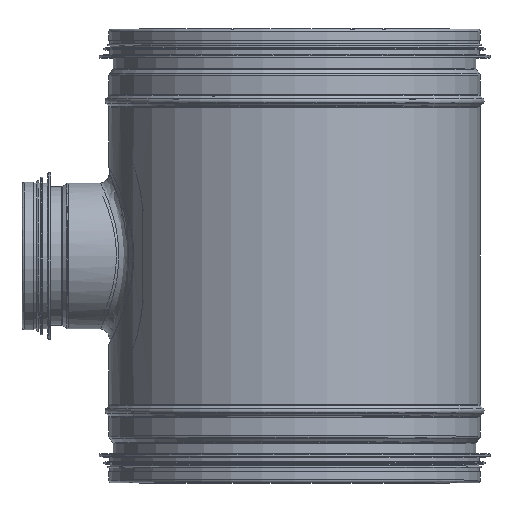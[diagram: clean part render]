
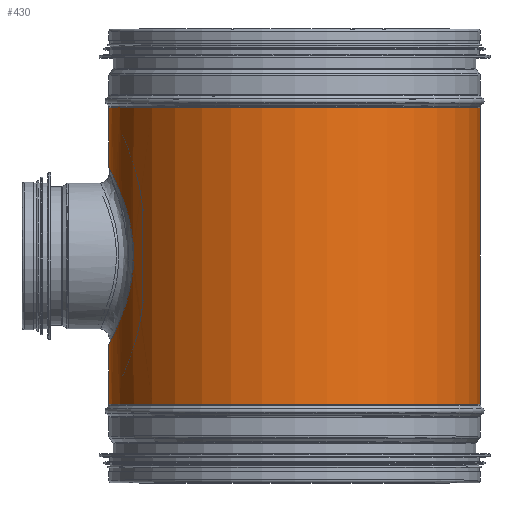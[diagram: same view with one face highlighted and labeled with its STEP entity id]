
A CAD part, top view. The second image highlights one B-rep face of the part: STEP entity #430.
In plain terms, the highlighted cylindrical face has radius 99.475 mm (diameter 198.95 mm), a full revolution.
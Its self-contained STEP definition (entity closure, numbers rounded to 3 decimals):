
#129=CARTESIAN_POINT('',(-86.475,121.,49.167));
#130=VERTEX_POINT('',#129);
#170=CARTESIAN_POINT('',(-86.475,121.,-49.167));
#171=VERTEX_POINT('',#170);
#292=CARTESIAN_POINT('',(-99.475,73.5,0.));
#293=VERTEX_POINT('',#292);
#294=CARTESIAN_POINT('',(-86.475,121.,49.167));
#295=CARTESIAN_POINT('',(-86.475,117.884,49.167));
#296=CARTESIAN_POINT('',(-86.662,114.696,48.842));
#297=CARTESIAN_POINT('',(-87.397,108.414,47.515));
#298=CARTESIAN_POINT('',(-87.943,105.321,46.512));
#299=CARTESIAN_POINT('',(-89.274,99.438,43.905));
#300=CARTESIAN_POINT('',(-90.057,96.642,42.297));
#301=CARTESIAN_POINT('',(-91.693,91.5,38.623));
#302=CARTESIAN_POINT('',(-92.544,89.154,36.555));
#303=CARTESIAN_POINT('',(-94.144,85.042,32.21));
#304=CARTESIAN_POINT('',(-94.953,83.122,29.779));
#305=CARTESIAN_POINT('',(-96.452,79.729,24.49));
#306=CARTESIAN_POINT('',(-97.142,78.255,21.632));
#307=CARTESIAN_POINT('',(-98.282,75.879,15.66));
#308=CARTESIAN_POINT('',(-98.732,74.975,12.54));
#309=CARTESIAN_POINT('',(-99.329,73.785,6.249));
#310=CARTESIAN_POINT('',(-99.475,73.5,3.077));
#311=CARTESIAN_POINT('',(-99.475,73.5,0.));
#312=B_SPLINE_CURVE_WITH_KNOTS('',3,(#294,#295,#296,#297,#298,#299,#300,#301,#302,#303,#304,#305,#306,#307,#308,#309,#310,#311),.UNSPECIFIED.,.F.,.U.,(4,2,2,2,2,2,2,2,4),(14.863,15.797,16.732,17.667,18.601,19.524,20.448,21.371,22.294),.UNSPECIFIED.);
#313=EDGE_CURVE('',#130,#293,#312,.T.);
#318=CARTESIAN_POINT('',(-99.475,73.5,0.));
#319=CARTESIAN_POINT('',(-99.475,73.5,-3.077));
#320=CARTESIAN_POINT('',(-99.329,73.785,-6.249));
#321=CARTESIAN_POINT('',(-98.732,74.975,-12.54));
#322=CARTESIAN_POINT('',(-98.282,75.879,-15.66));
#323=CARTESIAN_POINT('',(-97.142,78.255,-21.632));
#324=CARTESIAN_POINT('',(-96.452,79.729,-24.49));
#325=CARTESIAN_POINT('',(-94.953,83.122,-29.779));
#326=CARTESIAN_POINT('',(-94.144,85.042,-32.21));
#327=CARTESIAN_POINT('',(-92.544,89.154,-36.555));
#328=CARTESIAN_POINT('',(-91.693,91.5,-38.623));
#329=CARTESIAN_POINT('',(-90.057,96.642,-42.297));
#330=CARTESIAN_POINT('',(-89.274,99.438,-43.905));
#331=CARTESIAN_POINT('',(-87.943,105.321,-46.512));
#332=CARTESIAN_POINT('',(-87.397,108.414,-47.515));
#333=CARTESIAN_POINT('',(-86.662,114.696,-48.842));
#334=CARTESIAN_POINT('',(-86.475,117.884,-49.167));
#335=CARTESIAN_POINT('',(-86.475,121.0,-49.167));
#336=B_SPLINE_CURVE_WITH_KNOTS('',3,(#318,#319,#320,#321,#322,#323,#324,#325,#326,#327,#328,#329,#330,#331,#332,#333,#334,#335),.UNSPECIFIED.,.F.,.U.,(4,2,2,2,2,2,2,2,4),(22.294,23.217,24.14,25.063,25.986,26.921,27.856,28.79,29.725),.UNSPECIFIED.);
#337=EDGE_CURVE('',#293,#171,#336,.T.);
#347=CARTESIAN_POINT('',(-99.475,168.5,0.));
#348=VERTEX_POINT('',#347);
#349=CARTESIAN_POINT('',(-99.475,168.5,0.));
#350=CARTESIAN_POINT('',(-99.475,168.5,3.077));
#351=CARTESIAN_POINT('',(-99.329,168.215,6.249));
#352=CARTESIAN_POINT('',(-98.732,167.025,12.54));
#353=CARTESIAN_POINT('',(-98.282,166.121,15.66));
#354=CARTESIAN_POINT('',(-97.142,163.745,21.632));
#355=CARTESIAN_POINT('',(-96.452,162.271,24.49));
#356=CARTESIAN_POINT('',(-94.953,158.878,29.779));
#357=CARTESIAN_POINT('',(-94.144,156.958,32.21));
#358=CARTESIAN_POINT('',(-92.544,152.846,36.555));
#359=CARTESIAN_POINT('',(-91.693,150.5,38.623));
#360=CARTESIAN_POINT('',(-90.057,145.358,42.297));
#361=CARTESIAN_POINT('',(-89.274,142.562,43.905));
#362=CARTESIAN_POINT('',(-87.943,136.679,46.512));
#363=CARTESIAN_POINT('',(-87.397,133.586,47.515));
#364=CARTESIAN_POINT('',(-86.662,127.304,48.842));
#365=CARTESIAN_POINT('',(-86.475,124.116,49.167));
#366=CARTESIAN_POINT('',(-86.475,121.,49.167));
#367=B_SPLINE_CURVE_WITH_KNOTS('',3,(#349,#350,#351,#352,#353,#354,#355,#356,#357,#358,#359,#360,#361,#362,#363,#364,#365,#366),.UNSPECIFIED.,.F.,.U.,(4,2,2,2,2,2,2,2,4),(7.431,8.354,9.278,10.201,11.124,12.059,12.993,13.928,14.863),.UNSPECIFIED.);
#368=EDGE_CURVE('',#348,#130,#367,.T.);
#370=CARTESIAN_POINT('',(-86.475,121.,-49.167));
#371=CARTESIAN_POINT('',(-86.475,124.116,-49.167));
#372=CARTESIAN_POINT('',(-86.662,127.304,-48.842));
#373=CARTESIAN_POINT('',(-87.397,133.586,-47.515));
#374=CARTESIAN_POINT('',(-87.943,136.679,-46.512));
#375=CARTESIAN_POINT('',(-89.274,142.562,-43.905));
#376=CARTESIAN_POINT('',(-90.057,145.358,-42.297));
#377=CARTESIAN_POINT('',(-91.693,150.5,-38.623));
#378=CARTESIAN_POINT('',(-92.544,152.846,-36.555));
#379=CARTESIAN_POINT('',(-94.144,156.958,-32.21));
#380=CARTESIAN_POINT('',(-94.953,158.878,-29.779));
#381=CARTESIAN_POINT('',(-96.452,162.271,-24.49));
#382=CARTESIAN_POINT('',(-97.142,163.745,-21.632));
#383=CARTESIAN_POINT('',(-98.282,166.121,-15.66));
#384=CARTESIAN_POINT('',(-98.732,167.025,-12.54));
#385=CARTESIAN_POINT('',(-99.329,168.215,-6.249));
#386=CARTESIAN_POINT('',(-99.475,168.5,-3.077));
#387=CARTESIAN_POINT('',(-99.475,168.5,0.));
#388=B_SPLINE_CURVE_WITH_KNOTS('',3,(#370,#371,#372,#373,#374,#375,#376,#377,#378,#379,#380,#381,#382,#383,#384,#385,#386,#387),.UNSPECIFIED.,.F.,.U.,(4,2,2,2,2,2,2,2,4),(0.0,0.935,1.869,2.804,3.739,4.662,5.585,6.508,7.431),.UNSPECIFIED.);
#389=EDGE_CURVE('',#171,#348,#388,.T.);
#397=CARTESIAN_POINT('',(0.0,81.25,0.0));
#398=DIRECTION('',(0.0,-1.0,0.0));
#399=DIRECTION('',(1.0,0.0,0.0));
#400=AXIS2_PLACEMENT_3D('',#397,#398,#399);
#401=CYLINDRICAL_SURFACE('',#400,99.475);
#402=CARTESIAN_POINT('',(99.475,200.5,0.0));
#403=VERTEX_POINT('',#402);
#404=CARTESIAN_POINT('',(0.0,200.5,0.0));
#405=DIRECTION('',(0.0,-1.0,0.0));
#406=DIRECTION('',(1.0,0.0,0.0));
#407=AXIS2_PLACEMENT_3D('',#404,#405,#406);
#408=CIRCLE('',#407,99.475);
#409=EDGE_CURVE('',#403,#403,#408,.T.);
#410=ORIENTED_EDGE('',*,*,#409,.T.);
#411=EDGE_LOOP('',(#410));
#412=FACE_OUTER_BOUND('',#411,.T.);
#413=ORIENTED_EDGE('',*,*,#337,.T.);
#414=ORIENTED_EDGE('',*,*,#389,.T.);
#415=ORIENTED_EDGE('',*,*,#368,.T.);
#416=ORIENTED_EDGE('',*,*,#313,.T.);
#417=EDGE_LOOP('',(#413,#414,#415,#416));
#418=FACE_BOUND('',#417,.T.);
#419=CARTESIAN_POINT('',(99.475,41.5,0.0));
#420=VERTEX_POINT('',#419);
#421=CARTESIAN_POINT('',(0.0,41.5,0.0));
#422=DIRECTION('',(0.0,-1.0,0.0));
#423=DIRECTION('',(1.0,0.0,0.0));
#424=AXIS2_PLACEMENT_3D('',#421,#422,#423);
#425=CIRCLE('',#424,99.475);
#426=EDGE_CURVE('',#420,#420,#425,.T.);
#427=ORIENTED_EDGE('',*,*,#426,.F.);
#428=EDGE_LOOP('',(#427));
#429=FACE_BOUND('',#428,.T.);
#430=ADVANCED_FACE('',(#412,#418,#429),#401,.T.);
